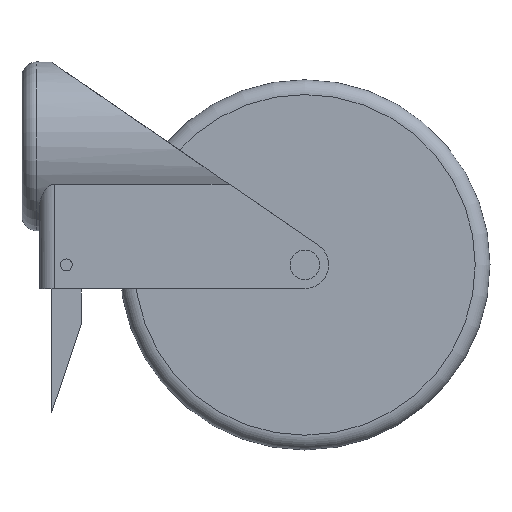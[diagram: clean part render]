
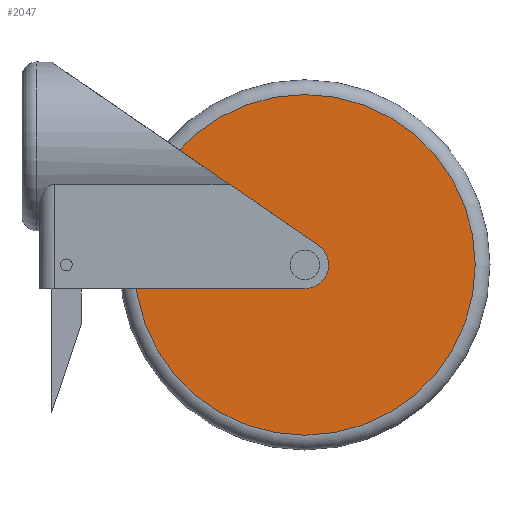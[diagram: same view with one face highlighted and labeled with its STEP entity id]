
A CAD part, left-side view. The second image highlights one B-rep face of the part: STEP entity #2047.
In plain terms, the highlighted planar face has unit normal (-1, 0, 0).
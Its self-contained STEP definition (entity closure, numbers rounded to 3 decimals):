
#1112=PLANE('',#1938);
#1144=ORIENTED_EDGE('',*,*,#1450,.F.);
#1145=ORIENTED_EDGE('',*,*,#1451,.T.);
#1335=CIRCLE('',#1937,57.5);
#1336=CIRCLE('',#1939,5.);
#1377=VERTEX_POINT('',#2108);
#1378=VERTEX_POINT('',#2111);
#1450=EDGE_CURVE('',#1377,#1377,#1335,.T.);
#1451=EDGE_CURVE('',#1378,#1378,#1336,.T.);
#1553=EDGE_LOOP('',(#1144));
#1554=EDGE_LOOP('',(#1145));
#1628=FACE_BOUND('',#1553,.T.);
#1629=FACE_BOUND('',#1554,.T.);
#1713=DIRECTION('',(1.,0.,0.));
#1714=DIRECTION('',(0.,-57.5,0.));
#1715=DIRECTION('',(-1.,0.,0.));
#1716=DIRECTION('',(0.,1.,0.));
#1717=DIRECTION('',(1.,0.,0.));
#1718=DIRECTION('',(0.,0.,5.));
#1937=AXIS2_PLACEMENT_3D('',#2109,#1713,#1714);
#1938=AXIS2_PLACEMENT_3D('',#2110,#1715,#1716);
#1939=AXIS2_PLACEMENT_3D('',#2112,#1717,#1718);
#2047=ADVANCED_FACE('',(#1628,#1629),#1112,.T.);
#2108=CARTESIAN_POINT('',(-16.,-57.5,-40.));
#2109=CARTESIAN_POINT('',(-16.,0.,-40.));
#2110=CARTESIAN_POINT('',(-16.,96.5,0.));
#2111=CARTESIAN_POINT('',(-16.,0.,-35.));
#2112=CARTESIAN_POINT('',(-16.,0.,-40.));
